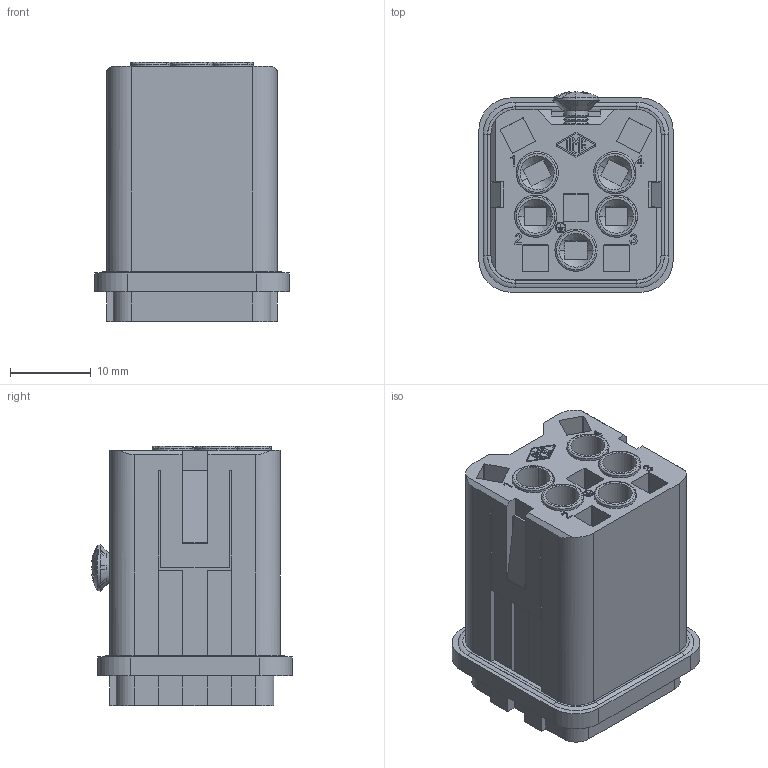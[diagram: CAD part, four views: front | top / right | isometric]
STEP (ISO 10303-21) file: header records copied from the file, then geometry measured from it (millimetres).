
FILE_DESCRIPTION(('OneSpaceDesigner STEP Export'),'2;1');
FILE_NAME('CKSM_04.stp','2008-03-27T11:06:17',(''),(''),'OneSpace Designer STEP processor for AP214 (Solid Model)','OneSpace Modeling 15.50B 03-Nov-2007 (C) CoCreate Software GmbH','');
FILE_SCHEMA(('AUTOMOTIVE_DESIGN { 1 0 10303 214 1 1 1 1 }'));
Length unit declared in the file: millimetre
Products named in the file (1): CKSM_04
Bounding box: 24 x 24.74 x 32 mm (x, y, z)
Volume: 9058.4 mm3; surface area: 6799.3 mm2
Topology: 1 solids, 3 shells, 839 faces, 2279 edges, 1494 vertices
Faces by surface type: plane 626, cylinder 149, torus 34, cone 26, sphere 4
Entity records: 29956 total; most frequent: CARTESIAN_POINT 6689, ORIENTED_EDGE 4558, DIRECTION 3818, EDGE_CURVE 2279, VECTOR 1746, LINE 1746, VERTEX_POINT 1494, AXIS2_PLACEMENT_3D 1036
